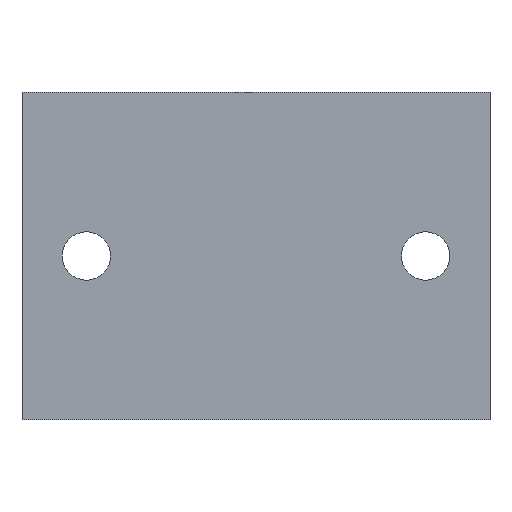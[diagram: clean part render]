
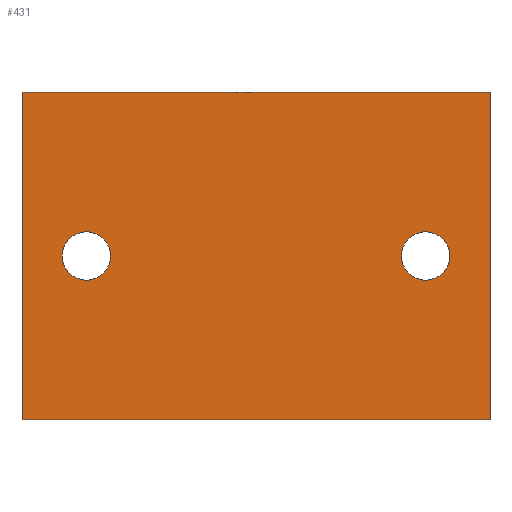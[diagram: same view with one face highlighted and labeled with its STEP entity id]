
A CAD part, front view. The second image highlights one B-rep face of the part: STEP entity #431.
In plain terms, the highlighted planar face has unit normal (0, -1, 0).
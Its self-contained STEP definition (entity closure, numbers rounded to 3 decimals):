
#40=FACE_BOUND('',#113,.T.);
#41=FACE_BOUND('',#114,.T.);
#55=PLANE('',#535);
#77=FACE_OUTER_BOUND('',#112,.T.);
#112=EDGE_LOOP('',(#366,#367,#368,#369));
#113=EDGE_LOOP('',(#370));
#114=EDGE_LOOP('',(#371));
#135=LINE('',#788,#163);
#142=LINE('',#801,#170);
#150=LINE('',#817,#178);
#151=LINE('',#819,#179);
#163=VECTOR('',#625,10.);
#170=VECTOR('',#634,10.);
#178=VECTOR('',#650,10.);
#179=VECTOR('',#653,10.);
#183=CIRCLE('',#505,2.067);
#185=CIRCLE('',#508,2.067);
#207=VERTEX_POINT('',#738);
#209=VERTEX_POINT('',#744);
#221=VERTEX_POINT('',#784);
#223=VERTEX_POINT('',#787);
#227=VERTEX_POINT('',#797);
#232=VERTEX_POINT('',#815);
#244=EDGE_CURVE('',#207,#207,#183,.T.);
#247=EDGE_CURVE('',#209,#209,#185,.T.);
#266=EDGE_CURVE('',#223,#221,#135,.T.);
#273=EDGE_CURVE('',#227,#223,#142,.T.);
#281=EDGE_CURVE('',#221,#232,#150,.T.);
#282=EDGE_CURVE('',#232,#227,#151,.T.);
#366=ORIENTED_EDGE('',*,*,#282,.T.);
#367=ORIENTED_EDGE('',*,*,#273,.T.);
#368=ORIENTED_EDGE('',*,*,#266,.T.);
#369=ORIENTED_EDGE('',*,*,#281,.T.);
#370=ORIENTED_EDGE('',*,*,#244,.T.);
#371=ORIENTED_EDGE('',*,*,#247,.T.);
#431=ADVANCED_FACE('',(#77,#40,#41),#55,.T.);
#505=AXIS2_PLACEMENT_3D('',#739,#567,#568);
#508=AXIS2_PLACEMENT_3D('',#745,#574,#575);
#535=AXIS2_PLACEMENT_3D('',#818,#651,#652);
#567=DIRECTION('center_axis',(0.,1.,0.));
#568=DIRECTION('ref_axis',(1.,0.,0.));
#574=DIRECTION('center_axis',(0.,1.,0.));
#575=DIRECTION('ref_axis',(1.,0.,0.));
#625=DIRECTION('',(1.,0.,0.));
#634=DIRECTION('',(0.,0.,-1.));
#650=DIRECTION('',(0.,0.,1.));
#651=DIRECTION('center_axis',(0.,-1.,0.));
#652=DIRECTION('ref_axis',(0.,0.,-1.));
#653=DIRECTION('',(-1.,0.,0.));
#738=CARTESIAN_POINT('',(12.433,-16.5,0.));
#739=CARTESIAN_POINT('Origin',(14.5,-16.5,0.));
#744=CARTESIAN_POINT('',(-16.567,-16.5,0.));
#745=CARTESIAN_POINT('Origin',(-14.5,-16.5,0.));
#784=CARTESIAN_POINT('',(20.,-16.5,-14.));
#787=CARTESIAN_POINT('',(-20.,-16.5,-14.));
#788=CARTESIAN_POINT('',(-20.,-16.5,-14.));
#797=CARTESIAN_POINT('',(-20.,-16.5,14.));
#801=CARTESIAN_POINT('',(-20.,-16.5,0.));
#815=CARTESIAN_POINT('',(20.,-16.5,14.));
#817=CARTESIAN_POINT('',(20.,-16.5,0.));
#818=CARTESIAN_POINT('Origin',(20.,-16.5,0.));
#819=CARTESIAN_POINT('',(-20.,-16.5,14.));
